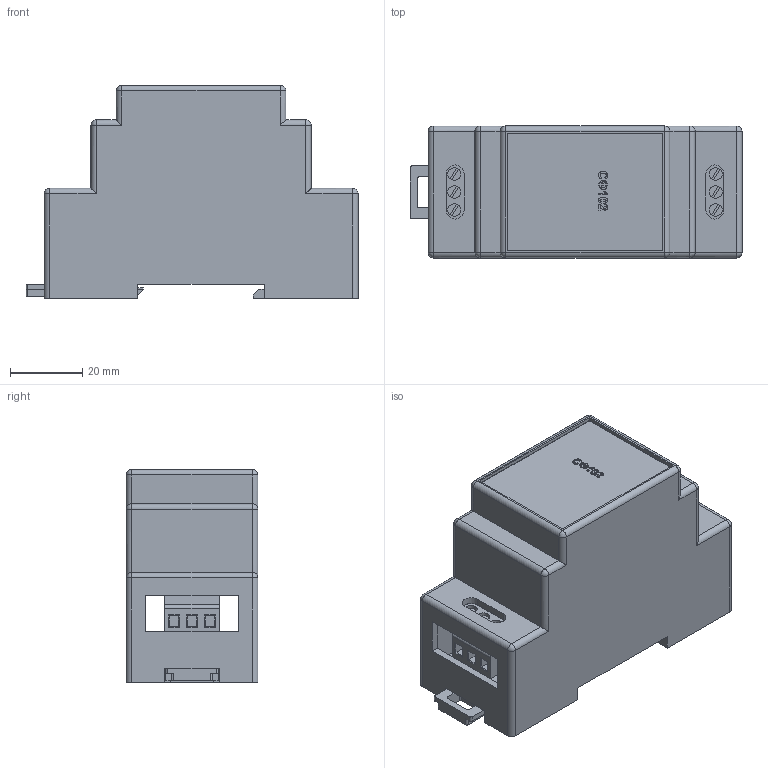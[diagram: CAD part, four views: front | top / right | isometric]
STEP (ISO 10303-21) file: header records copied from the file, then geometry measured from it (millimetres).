
FILE_DESCRIPTION(('TFLEX Exchange Step'),'2;1');
FILE_NAME('3D-модель прибора СФ102.stp', '2020-10-20T21:26:26+05:00',('Алексей'),('Unknown organisation'),'TFLEX Exchange 2019.1','T-FLEX CAD','Unknown authorisation');
FILE_SCHEMA( ('AUTOMOTIVE_DESIGN { 1 0 10303 214 1 1 1 1 }') );
Length unit declared in the file: millimetre
Products named in the file (6): Клемма:3; Клемма; Этикетка; Защелка; Корпус; _СФ102
Assembly tree (8 placements, depth 3):
  _СФ102
    Клемма  x2
      Клемма:3
    Этикетка
    Защелка
    Корпус
Bounding box: 92 x 36.5 x 59 mm (x, y, z)
Volume: 37934.3 mm3; surface area: 41747.5 mm2
Topology: 16 solids, 16 shells, 409 faces, 1058 edges, 672 vertices
Faces by surface type: plane 288, cylinder 68, bspline 41, sphere 12
Full cylindrical faces by diameter (mm): 3.5 x12
Entity records: 10235 total; most frequent: CARTESIAN_POINT 2216, ORIENTED_EDGE 1690, DIRECTION 1488, EDGE_CURVE 845, VECTOR 636, LINE 636, VERTEX_POINT 542, AXIS2_PLACEMENT_3D 426
